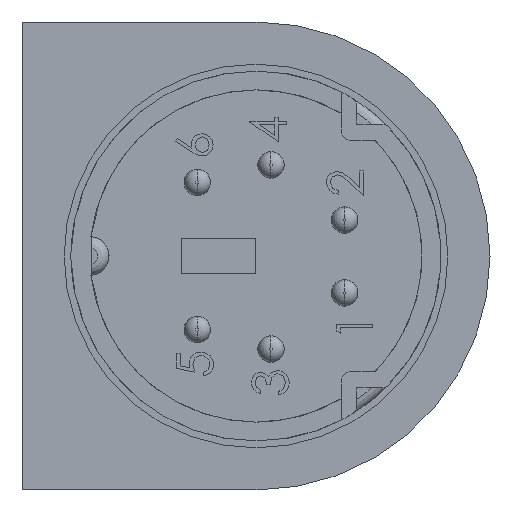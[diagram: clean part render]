
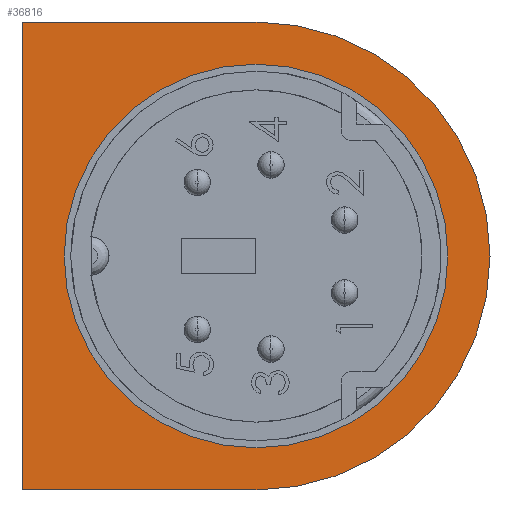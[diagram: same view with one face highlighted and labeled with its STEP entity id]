
A CAD part, left-side view. The second image highlights one B-rep face of the part: STEP entity #36816.
In plain terms, the highlighted face is planar.
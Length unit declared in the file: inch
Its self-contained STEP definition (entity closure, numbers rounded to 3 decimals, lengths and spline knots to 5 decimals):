
#8989 = DIRECTION ( 'NONE',  ( 0., 0., -1. ) ) ;
#8990 = DIRECTION ( 'NONE',  ( 0., -1., 0. ) ) ;
#8991 = CARTESIAN_POINT ( 'NONE',  ( 0., -0.385, 0. ) ) ;
#8992 = AXIS2_PLACEMENT_3D ( 'NONE', #8991, #8990, #8989 ) ;
#8993 = CIRCLE ( 'NONE', #8992, 0.205 ) ;
#9022 = CARTESIAN_POINT ( 'NONE',  ( 0.25, -0.385, -0.25 ) ) ;
#9023 = DIRECTION ( 'NONE',  ( -1., 0., 0. ) ) ;
#9024 = VECTOR ( 'NONE', #9023, 39.37008 ) ;
#9025 = CARTESIAN_POINT ( 'NONE',  ( -0.25, -0.385, -0.25 ) ) ;
#9026 = LINE ( 'NONE', #9025, #9024 ) ;
#9027 = CARTESIAN_POINT ( 'NONE',  ( -0.25, -0.385, 0. ) ) ;
#9028 = CARTESIAN_POINT ( 'NONE',  ( -0.25, -0.385, -0.25 ) ) ;
#9029 = DIRECTION ( 'NONE',  ( 0., 0., 1. ) ) ;
#9030 = VECTOR ( 'NONE', #9029, 39.37008 ) ;
#9031 = CARTESIAN_POINT ( 'NONE',  ( -0.25, -0.385, -0.25 ) ) ;
#9032 = LINE ( 'NONE', #9031, #9030 ) ;
#9033 = DIRECTION ( 'NONE',  ( 0., 0., -1. ) ) ;
#9034 = DIRECTION ( 'NONE',  ( 0., -1., 0. ) ) ;
#9035 = CARTESIAN_POINT ( 'NONE',  ( 0., -0.385, 0. ) ) ;
#9036 = AXIS2_PLACEMENT_3D ( 'NONE', #9035, #9034, #9033 ) ;
#9037 = PLANE ( 'NONE',  #9036 ) ;
#9038 = FACE_BOUND ( 'NONE', #36885, .T. ) ;
#9039 = FACE_OUTER_BOUND ( 'NONE', #36817, .T. ) ;
#9112 = DIRECTION ( 'NONE',  ( 0., 0., -1. ) ) ;
#9113 = VECTOR ( 'NONE', #9112, 39.37008 ) ;
#9114 = CARTESIAN_POINT ( 'NONE',  ( 0.25, -0.385, -0.25 ) ) ;
#9115 = LINE ( 'NONE', #9114, #9113 ) ;
#9171 = DIRECTION ( 'NONE',  ( 0., 0., -1. ) ) ;
#9172 = DIRECTION ( 'NONE',  ( 0., 1., 0. ) ) ;
#9173 = CARTESIAN_POINT ( 'NONE',  ( 0., -0.385, 0. ) ) ;
#9174 = AXIS2_PLACEMENT_3D ( 'NONE', #9173, #9172, #9171 ) ;
#9175 = CIRCLE ( 'NONE', #9174, 0.25 ) ;
#9177 = CARTESIAN_POINT ( 'NONE',  ( 0.25, -0.385, 0. ) ) ;
#13873 = CARTESIAN_POINT ( 'NONE',  ( 0., -0.385, -0.205 ) ) ;
#13933 = CARTESIAN_POINT ( 'NONE',  ( 0., -0.385, 0.205 ) ) ;
#13934 = DIRECTION ( 'NONE',  ( 0., 0., -1. ) ) ;
#13935 = DIRECTION ( 'NONE',  ( 0., -1., 0. ) ) ;
#13936 = CARTESIAN_POINT ( 'NONE',  ( 0., -0.385, 0. ) ) ;
#13937 = AXIS2_PLACEMENT_3D ( 'NONE', #13936, #13935, #13934 ) ;
#13938 = CIRCLE ( 'NONE', #13937, 0.205 ) ;
#36804 = EDGE_CURVE ( 'NONE', #39152, #39149, #8993, .T. ) ;
#36805 = ORIENTED_EDGE ( 'NONE', *, *, #39151, .F. ) ;
#36816 = ADVANCED_FACE ( 'NONE', ( #9039, #9038 ), #9037, .T. ) ;
#36817 = EDGE_LOOP ( 'NONE', ( #36818, #36822, #36880, #36883 ) ) ;
#36818 = ORIENTED_EDGE ( 'NONE', *, *, #36819, .F. ) ;
#36819 = EDGE_CURVE ( 'NONE', #36820, #36821, #9032, .T. ) ;
#36820 = VERTEX_POINT ( 'NONE', #9028 ) ;
#36821 = VERTEX_POINT ( 'NONE', #9027 ) ;
#36822 = ORIENTED_EDGE ( 'NONE', *, *, #36823, .F. ) ;
#36823 = EDGE_CURVE ( 'NONE', #36824, #36820, #9026, .T. ) ;
#36824 = VERTEX_POINT ( 'NONE', #9022 ) ;
#36880 = ORIENTED_EDGE ( 'NONE', *, *, #36881, .F. ) ;
#36881 = EDGE_CURVE ( 'NONE', #36882, #36824, #9115, .T. ) ;
#36882 = VERTEX_POINT ( 'NONE', #9177 ) ;
#36883 = ORIENTED_EDGE ( 'NONE', *, *, #36884, .F. ) ;
#36884 = EDGE_CURVE ( 'NONE', #36821, #36882, #9175, .T. ) ;
#36885 = EDGE_LOOP ( 'NONE', ( #36886, #36805 ) ) ;
#36886 = ORIENTED_EDGE ( 'NONE', *, *, #36804, .F. ) ;
#39149 = VERTEX_POINT ( 'NONE', #13873 ) ;
#39151 = EDGE_CURVE ( 'NONE', #39149, #39152, #13938, .T. ) ;
#39152 = VERTEX_POINT ( 'NONE', #13933 ) ;
